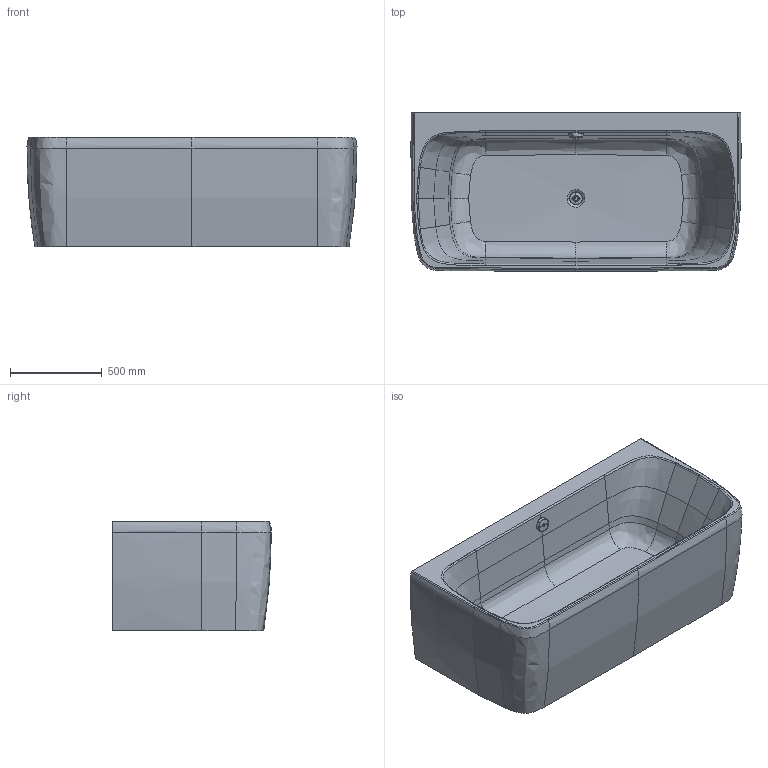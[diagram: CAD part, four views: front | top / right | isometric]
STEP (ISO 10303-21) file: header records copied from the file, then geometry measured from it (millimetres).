
FILE_DESCRIPTION(/* description */ (''),/* implementation_level */ '2;1');
FILE_NAME(/* name */ '700615',/* time_stamp */ '2022-10-25T13:35:35+02:00',/* author */ (''),/* organization */ (''),/* preprocessor_version */ 'ST-DEVELOPER v15',/* originating_system */ '',/* authorisation */ '');
FILE_SCHEMA (('AUTOMOTIVE_DESIGN'));
Length unit declared in the file: millimetre
Products named in the file (1): Document
Bounding box: 1803.07 x 868 x 600 mm (x, y, z)
Volume: 71080708.9 mm3; surface area: 9684460.2 mm2
Topology: 4 solids, 4 shells, 526 faces, 1337 edges, 795 vertices
Faces by surface type: bspline 430, plane 96
Entity records: 94691 total; most frequent: CARTESIAN_POINT 86808, ORIENTED_EDGE 2658, EDGE_CURVE 1329, B_SPLINE_CURVE_WITH_KNOTS 958, VERTEX_POINT 795, EDGE_LOOP 542, ADVANCED_FACE 526, FACE_OUTER_BOUND 526
